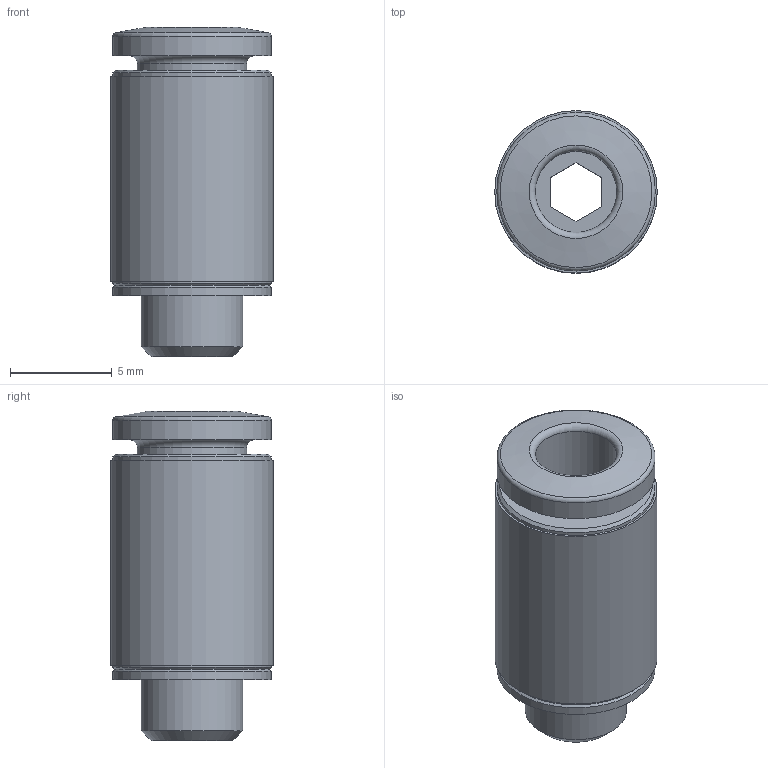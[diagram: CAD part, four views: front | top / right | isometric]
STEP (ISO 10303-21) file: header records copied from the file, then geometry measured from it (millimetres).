
FILE_DESCRIPTION(/* description */ ('STEP AP214'),/* implementation_level */ '2;1');
FILE_NAME(/* name */ '132917_QSM-M5-4-I-R-100',/* time_stamp */ '2024-09-14T13:30:22+02:00',/* author */ ('License CC BY-ND 4.0'),/* organization */ ('CADENAS'),/* preprocessor_version */ 'ST-DEVELOPER v19.3',/* originating_system */ 'PARTsolutions',/* authorisation */ ' ');
FILE_SCHEMA (('AUTOMOTIVE_DESIGN {1 0 10303 214 3 1 1}'));
Length unit declared in the file: millimetre
Products named in the file (1): 132917 QSM-M5-4-I-R-100
Bounding box: 8 x 8 x 16.2 mm (x, y, z)
Volume: 520.5 mm3; surface area: 679.3 mm2
Topology: 1 solids, 1 shells, 29 faces, 56 edges, 34 vertices
Faces by surface type: plane 13, cylinder 8, cone 5, torus 3
Full cylindrical faces by diameter (mm): 4 x1, 5 x1, 5.4 x1, 7.8 x4, 8 x1
Entity records: 884 total; most frequent: DIRECTION 122, CARTESIAN_POINT 104, ORIENTED_EDGE 80, EDGE_LOOP 52, FACE_BOUND 52, AXIS2_PLACEMENT_3D 52, EDGE_CURVE 40, VERTEX_POINT 34
